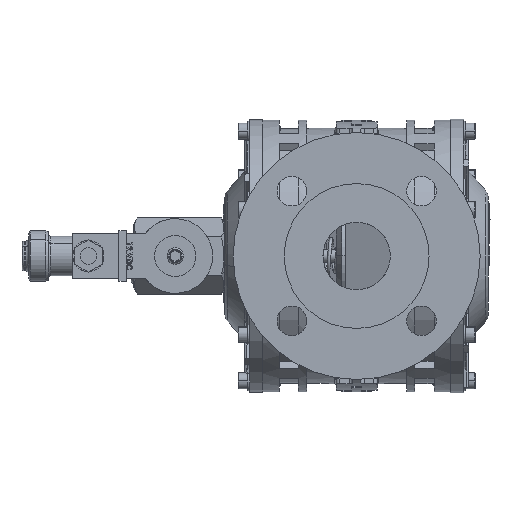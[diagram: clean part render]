
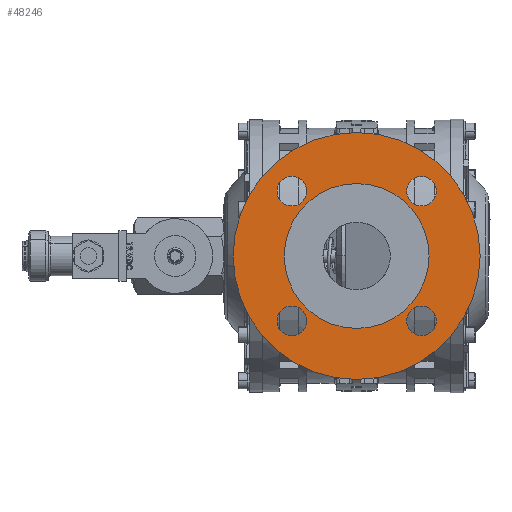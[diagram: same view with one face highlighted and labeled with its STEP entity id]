
A CAD part, left-side view. The second image highlights one B-rep face of the part: STEP entity #48246.
In plain terms, the highlighted planar face has unit normal (-1, 0, 0).
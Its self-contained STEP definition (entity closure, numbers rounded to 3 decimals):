
#47 = VERTEX_POINT ( 'NONE', #75110 ) ;
#766 = CARTESIAN_POINT ( 'NONE',  ( -114.5, -39.375, -48.375 ) ) ;
#840 = CARTESIAN_POINT ( 'NONE',  ( -114.5, -39.375, 39.375 ) ) ;
#918 = DIRECTION ( 'NONE',  ( 0., 0., 1. ) ) ;
#1018 = EDGE_CURVE ( 'NONE', #11751, #46326, #42688, .T. ) ;
#1824 = CARTESIAN_POINT ( 'NONE',  ( -114.5, 39.375, -30.375 ) ) ;
#1831 = CIRCLE ( 'NONE', #40780, 9. ) ;
#2220 = DIRECTION ( 'NONE',  ( -1., 0., 0. ) ) ;
#2379 = CIRCLE ( 'NONE', #54555, 44. ) ;
#3301 = CARTESIAN_POINT ( 'NONE',  ( -114.5, 0., -44. ) ) ;
#4353 = ORIENTED_EDGE ( 'NONE', *, *, #46122, .F. ) ;
#5277 = AXIS2_PLACEMENT_3D ( 'NONE', #77685, #34275, #40492 ) ;
#5280 = DIRECTION ( 'NONE',  ( -1., 0., 0. ) ) ;
#6073 = CARTESIAN_POINT ( 'NONE',  ( -114.5, -39.375, -39.375 ) ) ;
#7012 = DIRECTION ( 'NONE',  ( -1., 0., 0. ) ) ;
#7053 = CARTESIAN_POINT ( 'NONE',  ( -114.5, -39.375, 39.375 ) ) ;
#7450 = ORIENTED_EDGE ( 'NONE', *, *, #20868, .F. ) ;
#9014 = CIRCLE ( 'NONE', #65308, 44. ) ;
#10049 = EDGE_CURVE ( 'NONE', #57554, #53464, #28642, .T. ) ;
#10318 = VERTEX_POINT ( 'NONE', #3301 ) ;
#10402 = VERTEX_POINT ( 'NONE', #15114 ) ;
#11420 = CARTESIAN_POINT ( 'NONE',  ( -114.5, 0., 0. ) ) ;
#11751 = VERTEX_POINT ( 'NONE', #1824 ) ;
#12208 = EDGE_LOOP ( 'NONE', ( #13289, #78044 ) ) ;
#13289 = ORIENTED_EDGE ( 'NONE', *, *, #29817, .T. ) ;
#13924 = DIRECTION ( 'NONE',  ( 0., 0., 1. ) ) ;
#14632 = VERTEX_POINT ( 'NONE', #63314 ) ;
#15114 = CARTESIAN_POINT ( 'NONE',  ( -114.5, -39.375, 30.375 ) ) ;
#15670 = CARTESIAN_POINT ( 'NONE',  ( -114.5, 39.375, 39.375 ) ) ;
#18014 = EDGE_LOOP ( 'NONE', ( #26916, #74206 ) ) ;
#19645 = EDGE_LOOP ( 'NONE', ( #48871, #24749 ) ) ;
#20099 = ORIENTED_EDGE ( 'NONE', *, *, #30397, .F. ) ;
#20499 = FACE_BOUND ( 'NONE', #19645, .T. ) ;
#20868 = EDGE_CURVE ( 'NONE', #47, #10402, #55601, .T. ) ;
#21353 = EDGE_CURVE ( 'NONE', #47387, #61309, #49776, .T. ) ;
#22975 = ORIENTED_EDGE ( 'NONE', *, *, #10049, .F. ) ;
#24749 = ORIENTED_EDGE ( 'NONE', *, *, #46249, .F. ) ;
#26916 = ORIENTED_EDGE ( 'NONE', *, *, #47649, .F. ) ;
#27980 = AXIS2_PLACEMENT_3D ( 'NONE', #37196, #61955, #30430 ) ;
#28591 = CARTESIAN_POINT ( 'NONE',  ( -114.5, 0., 0. ) ) ;
#28642 = CIRCLE ( 'NONE', #69215, 9. ) ;
#29817 = EDGE_CURVE ( 'NONE', #77743, #43383, #70336, .T. ) ;
#30397 = EDGE_CURVE ( 'NONE', #61309, #47387, #1831, .T. ) ;
#30430 = DIRECTION ( 'NONE',  ( 0., 0., 1. ) ) ;
#30519 = CARTESIAN_POINT ( 'NONE',  ( -114.5, 0., -75. ) ) ;
#31053 = AXIS2_PLACEMENT_3D ( 'NONE', #39303, #63287, #13924 ) ;
#31128 = FACE_BOUND ( 'NONE', #18014, .T. ) ;
#31177 = EDGE_CURVE ( 'NONE', #53464, #57554, #70259, .T. ) ;
#31320 = DIRECTION ( 'NONE',  ( 0., 0., 1. ) ) ;
#33170 = CARTESIAN_POINT ( 'NONE',  ( -114.5, 0., 0. ) ) ;
#34275 = DIRECTION ( 'NONE',  ( -1., 0., 0. ) ) ;
#35207 = DIRECTION ( 'NONE',  ( 0., 0., 1. ) ) ;
#35429 = EDGE_LOOP ( 'NONE', ( #71270, #20099 ) ) ;
#35661 = AXIS2_PLACEMENT_3D ( 'NONE', #7053, #67970, #31320 ) ;
#35897 = CARTESIAN_POINT ( 'NONE',  ( -114.5, 39.375, 30.375 ) ) ;
#36276 = CIRCLE ( 'NONE', #63629, 9. ) ;
#37196 = CARTESIAN_POINT ( 'NONE',  ( -114.5, 39.375, 39.375 ) ) ;
#37608 = CARTESIAN_POINT ( 'NONE',  ( -114.5, -39.375, -39.375 ) ) ;
#38413 = DIRECTION ( 'NONE',  ( -1., 0., 0. ) ) ;
#39303 = CARTESIAN_POINT ( 'NONE',  ( -114.5, 39.375, -39.375 ) ) ;
#39375 = DIRECTION ( 'NONE',  ( 0., 0., 1. ) ) ;
#40083 = CIRCLE ( 'NONE', #5277, 9. ) ;
#40492 = DIRECTION ( 'NONE',  ( 0., 0., 1. ) ) ;
#40780 = AXIS2_PLACEMENT_3D ( 'NONE', #15670, #2220, #47791 ) ;
#41549 = DIRECTION ( 'NONE',  ( -1., 0., 0. ) ) ;
#42347 = CARTESIAN_POINT ( 'NONE',  ( -114.5, 39.375, -48.375 ) ) ;
#42688 = CIRCLE ( 'NONE', #31053, 9. ) ;
#43383 = VERTEX_POINT ( 'NONE', #30519 ) ;
#43666 = DIRECTION ( 'NONE',  ( 0., 0., 1. ) ) ;
#46122 = EDGE_CURVE ( 'NONE', #10402, #47, #36276, .T. ) ;
#46249 = EDGE_CURVE ( 'NONE', #46326, #11751, #40083, .T. ) ;
#46326 = VERTEX_POINT ( 'NONE', #42347 ) ;
#47237 = DIRECTION ( 'NONE',  ( 0., 0., 1. ) ) ;
#47387 = VERTEX_POINT ( 'NONE', #73908 ) ;
#47649 = EDGE_CURVE ( 'NONE', #14632, #10318, #9014, .T. ) ;
#47791 = DIRECTION ( 'NONE',  ( 0., 0., 1. ) ) ;
#48246 = ADVANCED_FACE ( 'NONE', ( #31128, #20499, #78441, #63914, #67786, #53378 ), #75170, .T. ) ;
#48488 = DIRECTION ( 'NONE',  ( 0., 0., 1. ) ) ;
#48490 = CARTESIAN_POINT ( 'NONE',  ( -114.5, 0., 75. ) ) ;
#48871 = ORIENTED_EDGE ( 'NONE', *, *, #1018, .F. ) ;
#49028 = DIRECTION ( 'NONE',  ( 0., 0., 1. ) ) ;
#49776 = CIRCLE ( 'NONE', #27980, 9. ) ;
#51134 = CIRCLE ( 'NONE', #70215, 75. ) ;
#53378 = FACE_OUTER_BOUND ( 'NONE', #12208, .T. ) ;
#53464 = VERTEX_POINT ( 'NONE', #74392 ) ;
#54555 = AXIS2_PLACEMENT_3D ( 'NONE', #67556, #5280, #49028 ) ;
#54666 = EDGE_LOOP ( 'NONE', ( #7450, #4353 ) ) ;
#55601 = CIRCLE ( 'NONE', #35661, 9. ) ;
#56367 = DIRECTION ( 'NONE',  ( 0., 0., 1. ) ) ;
#57554 = VERTEX_POINT ( 'NONE', #766 ) ;
#59076 = EDGE_CURVE ( 'NONE', #43383, #77743, #51134, .T. ) ;
#59865 = AXIS2_PLACEMENT_3D ( 'NONE', #11420, #60226, #35207 ) ;
#60226 = DIRECTION ( 'NONE',  ( -1., 0., 0. ) ) ;
#61309 = VERTEX_POINT ( 'NONE', #35897 ) ;
#61955 = DIRECTION ( 'NONE',  ( -1., 0., 0. ) ) ;
#62724 = AXIS2_PLACEMENT_3D ( 'NONE', #62753, #63261, #43666 ) ;
#62753 = CARTESIAN_POINT ( 'NONE',  ( -114.5, 0., 0. ) ) ;
#63261 = DIRECTION ( 'NONE',  ( -1., 0., 0. ) ) ;
#63287 = DIRECTION ( 'NONE',  ( -1., 0., 0. ) ) ;
#63314 = CARTESIAN_POINT ( 'NONE',  ( -114.5, 0., 44. ) ) ;
#63629 = AXIS2_PLACEMENT_3D ( 'NONE', #840, #7012, #56367 ) ;
#63914 = FACE_BOUND ( 'NONE', #72488, .T. ) ;
#65308 = AXIS2_PLACEMENT_3D ( 'NONE', #33170, #76314, #39375 ) ;
#67291 = DIRECTION ( 'NONE',  ( -1., 0., 0. ) ) ;
#67556 = CARTESIAN_POINT ( 'NONE',  ( -114.5, 0., 0. ) ) ;
#67786 = FACE_BOUND ( 'NONE', #35429, .T. ) ;
#67970 = DIRECTION ( 'NONE',  ( -1., 0., 0. ) ) ;
#67976 = ORIENTED_EDGE ( 'NONE', *, *, #31177, .F. ) ;
#69215 = AXIS2_PLACEMENT_3D ( 'NONE', #37608, #38413, #918 ) ;
#70215 = AXIS2_PLACEMENT_3D ( 'NONE', #28591, #41549, #47237 ) ;
#70259 = CIRCLE ( 'NONE', #70731, 9. ) ;
#70336 = CIRCLE ( 'NONE', #59865, 75. ) ;
#70731 = AXIS2_PLACEMENT_3D ( 'NONE', #6073, #67291, #48488 ) ;
#71270 = ORIENTED_EDGE ( 'NONE', *, *, #21353, .F. ) ;
#72488 = EDGE_LOOP ( 'NONE', ( #67976, #22975 ) ) ;
#73908 = CARTESIAN_POINT ( 'NONE',  ( -114.5, 39.375, 48.375 ) ) ;
#74206 = ORIENTED_EDGE ( 'NONE', *, *, #77777, .F. ) ;
#74392 = CARTESIAN_POINT ( 'NONE',  ( -114.5, -39.375, -30.375 ) ) ;
#75110 = CARTESIAN_POINT ( 'NONE',  ( -114.5, -39.375, 48.375 ) ) ;
#75170 = PLANE ( 'NONE',  #62724 ) ;
#76314 = DIRECTION ( 'NONE',  ( -1., 0., 0. ) ) ;
#77685 = CARTESIAN_POINT ( 'NONE',  ( -114.5, 39.375, -39.375 ) ) ;
#77743 = VERTEX_POINT ( 'NONE', #48490 ) ;
#77777 = EDGE_CURVE ( 'NONE', #10318, #14632, #2379, .T. ) ;
#78044 = ORIENTED_EDGE ( 'NONE', *, *, #59076, .T. ) ;
#78441 = FACE_BOUND ( 'NONE', #54666, .T. ) ;
